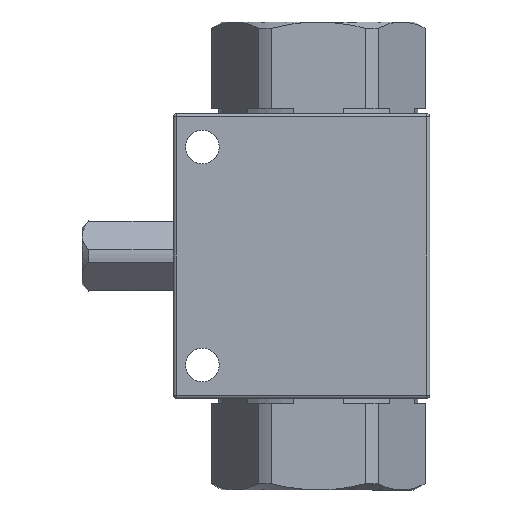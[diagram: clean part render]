
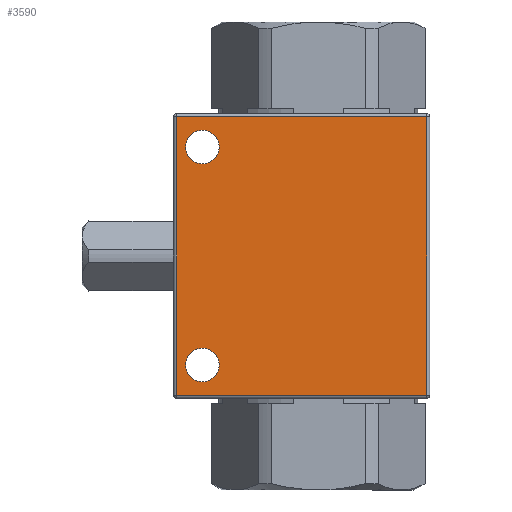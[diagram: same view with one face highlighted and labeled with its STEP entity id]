
A CAD part, left-side view. The second image highlights one B-rep face of the part: STEP entity #3590.
In plain terms, the highlighted planar face has unit normal (-1, 0, 0).
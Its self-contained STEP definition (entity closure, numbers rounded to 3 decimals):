
#111=PLANE('',#3846);
#255=LINE('',#5286,#363);
#256=LINE('',#5289,#364);
#257=LINE('',#5291,#365);
#258=LINE('',#5293,#366);
#363=VECTOR('',#4393,1000.);
#364=VECTOR('',#4394,1000.);
#365=VECTOR('',#4395,1000.);
#366=VECTOR('',#4396,1000.);
#702=ORIENTED_EDGE('',*,*,#1244,.T.);
#703=ORIENTED_EDGE('',*,*,#1245,.T.);
#704=ORIENTED_EDGE('',*,*,#1246,.F.);
#705=ORIENTED_EDGE('',*,*,#1247,.F.);
#706=ORIENTED_EDGE('',*,*,#1248,.F.);
#707=ORIENTED_EDGE('',*,*,#1249,.F.);
#1244=EDGE_CURVE('',#1527,#1527,#1710,.T.);
#1245=EDGE_CURVE('',#1528,#1528,#1711,.T.);
#1246=EDGE_CURVE('',#1529,#1530,#255,.T.);
#1247=EDGE_CURVE('',#1531,#1529,#256,.T.);
#1248=EDGE_CURVE('',#1532,#1531,#257,.T.);
#1249=EDGE_CURVE('',#1530,#1532,#258,.T.);
#1527=VERTEX_POINT('',#5283);
#1528=VERTEX_POINT('',#5285);
#1529=VERTEX_POINT('',#5287);
#1530=VERTEX_POINT('',#5288);
#1531=VERTEX_POINT('',#5290);
#1532=VERTEX_POINT('',#5292);
#1710=CIRCLE('',#3847,2.625);
#1711=CIRCLE('',#3848,2.625);
#1890=EDGE_LOOP('',(#702));
#1891=EDGE_LOOP('',(#703));
#1892=EDGE_LOOP('',(#704,#705,#706,#707));
#2124=FACE_BOUND('',#1890,.T.);
#2125=FACE_BOUND('',#1891,.T.);
#2126=FACE_BOUND('',#1892,.T.);
#3590=ADVANCED_FACE('',(#2124,#2125,#2126),#111,.T.);
#3846=AXIS2_PLACEMENT_3D('',#5281,#4387,#4388);
#3847=AXIS2_PLACEMENT_3D('',#5282,#4389,#4390);
#3848=AXIS2_PLACEMENT_3D('',#5284,#4391,#4392);
#4387=DIRECTION('',(-1.,0.,0.));
#4388=DIRECTION('',(0.,-1.,0.));
#4389=DIRECTION('',(1.,0.,0.));
#4390=DIRECTION('',(0.,0.,-1.));
#4391=DIRECTION('',(1.,0.,0.));
#4392=DIRECTION('',(0.,0.,-1.));
#4393=DIRECTION('',(0.,0.,1.));
#4394=DIRECTION('',(0.,1.,0.));
#4395=DIRECTION('',(0.,0.,-1.));
#4396=DIRECTION('',(0.,-1.,0.));
#5281=CARTESIAN_POINT('',(-18.745,22.833,0.));
#5282=CARTESIAN_POINT('',(-18.745,18.333,-17.));
#5283=CARTESIAN_POINT('',(-18.745,18.333,-19.625));
#5284=CARTESIAN_POINT('',(-18.745,18.333,17.));
#5285=CARTESIAN_POINT('',(-18.745,18.333,14.375));
#5286=CARTESIAN_POINT('',(-18.745,22.333,0.));
#5287=CARTESIAN_POINT('',(-18.745,22.333,-21.7));
#5288=CARTESIAN_POINT('',(-18.745,22.333,21.7));
#5289=CARTESIAN_POINT('',(-18.745,12.833,-21.7));
#5290=CARTESIAN_POINT('',(-18.745,-16.667,-21.7));
#5291=CARTESIAN_POINT('',(-18.745,-16.667,0.));
#5292=CARTESIAN_POINT('',(-18.745,-16.667,21.7));
#5293=CARTESIAN_POINT('',(-18.745,12.833,21.7));
